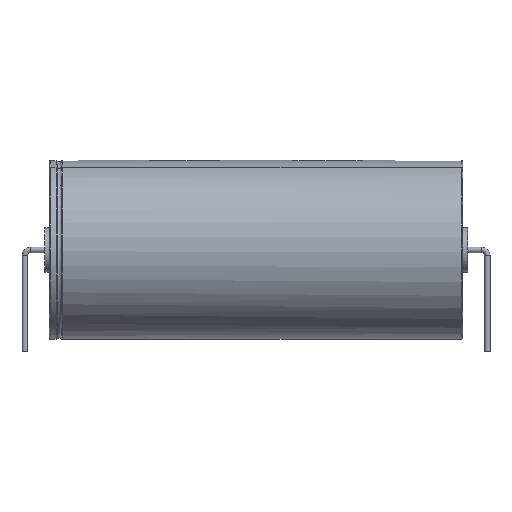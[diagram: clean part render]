
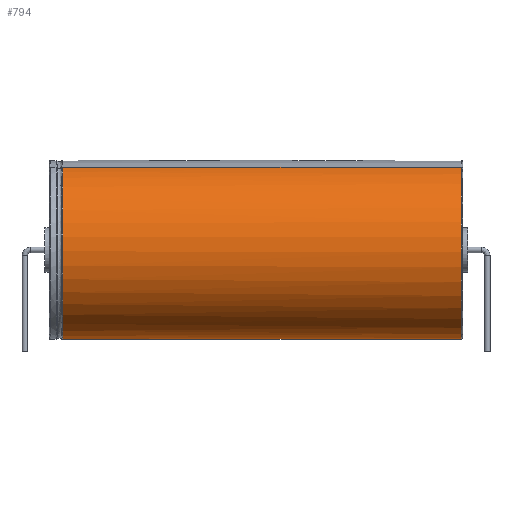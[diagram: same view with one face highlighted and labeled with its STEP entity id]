
A CAD part, front view. The second image highlights one B-rep face of the part: STEP entity #794.
In plain terms, the highlighted cylindrical face has radius 14.5 mm (diameter 29 mm), a partial arc.
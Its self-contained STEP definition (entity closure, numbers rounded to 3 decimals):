
#138=VERTEX_POINT('',#139);
#139=CARTESIAN_POINT('',(70.8,-5.549,27.896));
#145=EDGE_CURVE('',#146,#138,#148,.T.);
#146=VERTEX_POINT('',#147);
#147=CARTESIAN_POINT('',(6.135,-5.549,27.896));
#148=LINE('',#149,#150);
#149=CARTESIAN_POINT('',(6.,-5.549,27.896));
#150=VECTOR('',#151,1.);
#151=DIRECTION('',(1.,0.,0.));
#194=DIRECTION('',(-1.,0.,0.));
#365=VERTEX_POINT('',#366);
#366=CARTESIAN_POINT('',(70.8,5.549,27.896));
#371=ORIENTED_EDGE('',*,*,#372,.F.);
#372=EDGE_CURVE('',#373,#365,#375,.T.);
#373=VERTEX_POINT('',#374);
#374=CARTESIAN_POINT('',(6.135,5.549,27.896));
#375=LINE('',#376,#150);
#376=CARTESIAN_POINT('',(6.,5.549,27.896));
#424=DIRECTION('',(0.,0.383,0.924));
#714=ORIENTED_EDGE('',*,*,#715,.T.);
#715=EDGE_CURVE('',#373,#146,#716,.T.);
#716=B_SPLINE_CURVE_WITH_KNOTS('',13,(#717,#718,#719,#720,#721,#722,#723,#724,#725,#726,#727,#728,#729,#730,#731,#732,#733,#734,#735,#736,#737,#738,#739,#740,#741,#742,#743,#744,#745,#746,#747,#748,#749,#750,#751,#752,#753,#754),.UNSPECIFIED.,.F.,.F.,(14,12,12,14),(-3.397,0.,79.718,83.114),.UNSPECIFIED.);
#717=CARTESIAN_POINT('',(6.135,2.411,29.196));
#718=CARTESIAN_POINT('',(6.135,2.654,29.095));
#719=CARTESIAN_POINT('',(6.135,2.897,28.995));
#720=CARTESIAN_POINT('',(6.135,3.139,28.894));
#721=CARTESIAN_POINT('',(6.135,3.381,28.794));
#722=CARTESIAN_POINT('',(6.135,3.623,28.694));
#723=CARTESIAN_POINT('',(6.135,3.865,28.594));
#724=CARTESIAN_POINT('',(6.135,4.106,28.494));
#725=CARTESIAN_POINT('',(6.135,4.348,28.394));
#726=CARTESIAN_POINT('',(6.135,4.588,28.294));
#727=CARTESIAN_POINT('',(6.135,4.829,28.194));
#728=CARTESIAN_POINT('',(6.135,5.069,28.095));
#729=CARTESIAN_POINT('',(6.135,5.309,27.996));
#730=CARTESIAN_POINT('',(6.135,11.175,25.566));
#731=CARTESIAN_POINT('',(6.135,15.821,20.642));
#732=CARTESIAN_POINT('',(6.135,18.07,13.575));
#733=CARTESIAN_POINT('',(6.135,16.814,5.724));
#734=CARTESIAN_POINT('',(6.135,12.001,-0.903));
#735=CARTESIAN_POINT('',(6.135,4.569,-5.119));
#736=CARTESIAN_POINT('',(6.135,-4.569,-5.119));
#737=CARTESIAN_POINT('',(6.135,-12.001,-0.903));
#738=CARTESIAN_POINT('',(6.135,-16.814,5.724));
#739=CARTESIAN_POINT('',(6.135,-18.07,13.575));
#740=CARTESIAN_POINT('',(6.135,-15.821,20.642));
#741=CARTESIAN_POINT('',(6.135,-11.175,25.566));
#742=CARTESIAN_POINT('',(6.135,-5.309,27.996));
#743=CARTESIAN_POINT('',(6.135,-5.069,28.095));
#744=CARTESIAN_POINT('',(6.135,-4.829,28.194));
#745=CARTESIAN_POINT('',(6.135,-4.588,28.294));
#746=CARTESIAN_POINT('',(6.135,-4.348,28.394));
#747=CARTESIAN_POINT('',(6.135,-4.106,28.494));
#748=CARTESIAN_POINT('',(6.135,-3.865,28.594));
#749=CARTESIAN_POINT('',(6.135,-3.623,28.694));
#750=CARTESIAN_POINT('',(6.135,-3.381,28.794));
#751=CARTESIAN_POINT('',(6.135,-3.139,28.894));
#752=CARTESIAN_POINT('',(6.135,-2.897,28.995));
#753=CARTESIAN_POINT('',(6.135,-2.654,29.095));
#754=CARTESIAN_POINT('',(6.135,-2.411,29.196));
#794=ADVANCED_FACE('',(#795),#803,.T.);
#795=FACE_BOUND('',#796,.F.);
#796=EDGE_LOOP('',(#371,#714,#797,#798));
#797=ORIENTED_EDGE('',*,*,#145,.T.);
#798=ORIENTED_EDGE('',*,*,#799,.F.);
#799=EDGE_CURVE('',#365,#138,#800,.T.);
#800=CIRCLE('',#801,14.5);
#801=AXIS2_PLACEMENT_3D('',#802,#194,#424);
#802=CARTESIAN_POINT('',(70.8,0.,14.5));
#803=CYLINDRICAL_SURFACE('',#804,14.5);
#804=AXIS2_PLACEMENT_3D('',#805,#151,#424);
#805=CARTESIAN_POINT('',(6.,0.,14.5));
